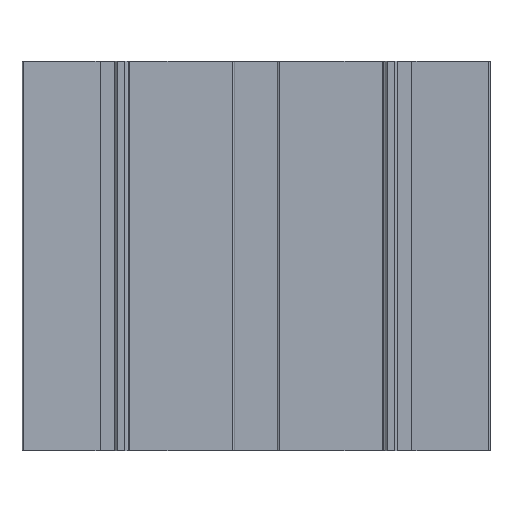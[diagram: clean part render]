
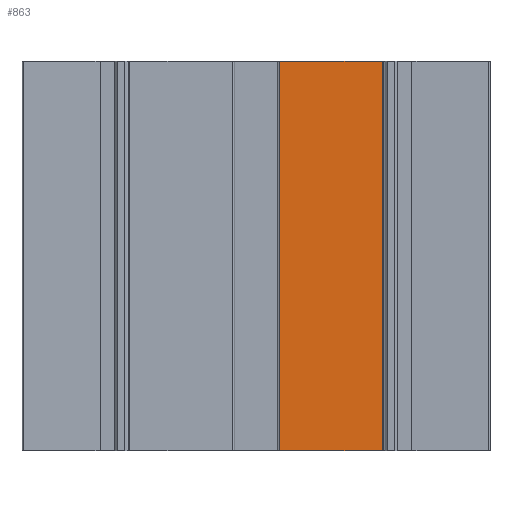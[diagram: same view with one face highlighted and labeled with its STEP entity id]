
A CAD part, front view. The second image highlights one B-rep face of the part: STEP entity #863.
In plain terms, the highlighted planar face has unit normal (0, -1, 0).
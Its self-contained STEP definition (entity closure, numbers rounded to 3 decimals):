
#3 = VERTEX_POINT ( 'NONE', #2826 ) ;
#87 = DIRECTION ( 'NONE',  ( 0., 1., 0. ) ) ;
#176 = VECTOR ( 'NONE', #1044, 1000. ) ;
#179 = EDGE_LOOP ( 'NONE', ( #458, #496, #2146, #2799 ) ) ;
#200 = CARTESIAN_POINT ( 'NONE',  ( 6., -7.5, -100. ) ) ;
#458 = ORIENTED_EDGE ( 'NONE', *, *, #2698, .T. ) ;
#496 = ORIENTED_EDGE ( 'NONE', *, *, #3432, .F. ) ;
#599 = CARTESIAN_POINT ( 'NONE',  ( 32.398, -7.5, -100. ) ) ;
#850 = DIRECTION ( 'NONE',  ( -1., 0., 0. ) ) ;
#863 = ADVANCED_FACE ( 'NONE', ( #2671 ), #3256, .F. ) ;
#1010 = DIRECTION ( 'NONE',  ( 0., 0., 1. ) ) ;
#1044 = DIRECTION ( 'NONE',  ( 0., 0., 1. ) ) ;
#1175 = VECTOR ( 'NONE', #850, 1000. ) ;
#1226 = AXIS2_PLACEMENT_3D ( 'NONE', #2982, #87, #1010 ) ;
#1241 = CARTESIAN_POINT ( 'NONE',  ( 6., -7.5, 0. ) ) ;
#1259 = CARTESIAN_POINT ( 'NONE',  ( 32.398, -7.5, 0. ) ) ;
#1321 = LINE ( 'NONE', #200, #176 ) ;
#1611 = EDGE_CURVE ( 'NONE', #3129, #3, #2625, .T. ) ;
#1651 = VERTEX_POINT ( 'NONE', #1259 ) ;
#1764 = LINE ( 'NONE', #2030, #2594 ) ;
#1836 = LINE ( 'NONE', #2998, #3747 ) ;
#2030 = CARTESIAN_POINT ( 'NONE',  ( 7.676, -7.5, 0. ) ) ;
#2081 = DIRECTION ( 'NONE',  ( -1., 0., 0. ) ) ;
#2146 = ORIENTED_EDGE ( 'NONE', *, *, #1611, .F. ) ;
#2282 = CARTESIAN_POINT ( 'NONE',  ( 32.398, -7.5, -100. ) ) ;
#2594 = VECTOR ( 'NONE', #2081, 1000. ) ;
#2625 = LINE ( 'NONE', #2282, #1175 ) ;
#2661 = EDGE_CURVE ( 'NONE', #3129, #1651, #1836, .T. ) ;
#2671 = FACE_OUTER_BOUND ( 'NONE', #179, .T. ) ;
#2698 = EDGE_CURVE ( 'NONE', #1651, #3435, #1764, .T. ) ;
#2799 = ORIENTED_EDGE ( 'NONE', *, *, #2661, .T. ) ;
#2826 = CARTESIAN_POINT ( 'NONE',  ( 6., -7.5, -100. ) ) ;
#2982 = CARTESIAN_POINT ( 'NONE',  ( 7.676, -7.5, -100. ) ) ;
#2998 = CARTESIAN_POINT ( 'NONE',  ( 32.398, -7.5, -100. ) ) ;
#3129 = VERTEX_POINT ( 'NONE', #599 ) ;
#3256 = PLANE ( 'NONE',  #1226 ) ;
#3333 = DIRECTION ( 'NONE',  ( 0., 0., 1. ) ) ;
#3432 = EDGE_CURVE ( 'NONE', #3, #3435, #1321, .T. ) ;
#3435 = VERTEX_POINT ( 'NONE', #1241 ) ;
#3747 = VECTOR ( 'NONE', #3333, 1000. ) ;
